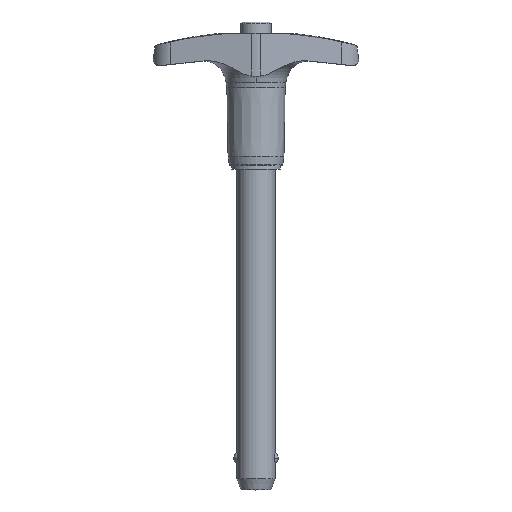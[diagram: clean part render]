
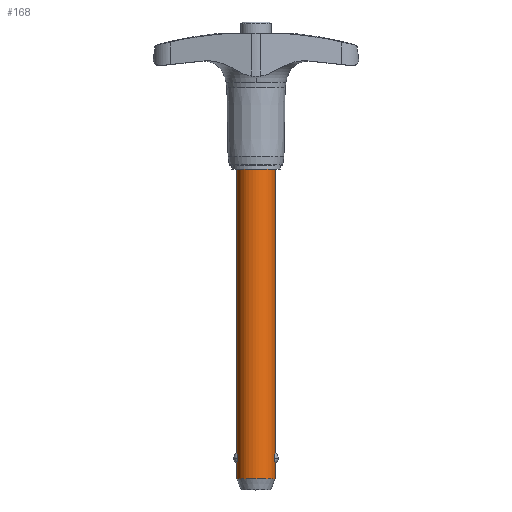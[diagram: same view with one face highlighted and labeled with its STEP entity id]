
A CAD part, top view. The second image highlights one B-rep face of the part: STEP entity #168.
In plain terms, the highlighted cylindrical face has radius 4.763 mm (diameter 9.525 mm), a partial arc.
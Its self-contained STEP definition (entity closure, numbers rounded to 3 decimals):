
#168=ADVANCED_FACE('',(#372),#373,.T.);
#372=FACE_OUTER_BOUND('',#607,.T.);
#373=CYLINDRICAL_SURFACE('',#608,4.763);
#607=EDGE_LOOP('',(#1079,#1080,#1081,#1082,#1083,#1084,#1085,#1086,#1087,#1088));
#608=AXIS2_PLACEMENT_3D('',#1089,#1090,#1091);
#1079=ORIENTED_EDGE('',*,*,#1641,.T.);
#1080=ORIENTED_EDGE('',*,*,#1642,.T.);
#1081=ORIENTED_EDGE('',*,*,#1490,.T.);
#1082=ORIENTED_EDGE('',*,*,#1643,.T.);
#1083=ORIENTED_EDGE('',*,*,#1444,.F.);
#1084=ORIENTED_EDGE('',*,*,#1644,.T.);
#1085=ORIENTED_EDGE('',*,*,#1579,.T.);
#1086=ORIENTED_EDGE('',*,*,#1457,.T.);
#1087=ORIENTED_EDGE('',*,*,#1645,.T.);
#1088=ORIENTED_EDGE('',*,*,#1618,.T.);
#1089=CARTESIAN_POINT('',(0.0,-40.196,0.0));
#1090=DIRECTION('',(-0.0,1.0,0.0));
#1091=DIRECTION('',(1.0,0.0,0.0));
#1444=EDGE_CURVE('',#1728,#1727,#1730,.T.);
#1457=EDGE_CURVE('',#1749,#1752,#1754,.T.);
#1490=EDGE_CURVE('',#1811,#1813,#1815,.T.);
#1579=EDGE_CURVE('',#1954,#1749,#1955,.T.);
#1618=EDGE_CURVE('',#2017,#2015,#2018,.T.);
#1641=EDGE_CURVE('',#2015,#2049,#2050,.T.);
#1642=EDGE_CURVE('',#2049,#1811,#2051,.T.);
#1643=EDGE_CURVE('',#1813,#1727,#2052,.T.);
#1644=EDGE_CURVE('',#1728,#1954,#2053,.T.);
#1645=EDGE_CURVE('',#1752,#2017,#2054,.T.);
#1727=VERTEX_POINT('',#2147);
#1728=VERTEX_POINT('',#2148);
#1730=CIRCLE('',#2150,4.763);
#1749=VERTEX_POINT('',#2217);
#1752=VERTEX_POINT('',#2220);
#1754=B_SPLINE_CURVE_WITH_KNOTS('',3,(#2235,#2236,#2237,#2238,#2239,#2240,#2241,#2242,#2243,#2244,#2245,#2246,#2247,#2248),.UNSPECIFIED.,.F.,.F.,(4,2,2,2,2,2,4),(0.0,0.461,0.922,1.139,1.355,1.719,2.083),.UNSPECIFIED.);
#1811=VERTEX_POINT('',#2478);
#1813=VERTEX_POINT('',#2480);
#1815=B_SPLINE_CURVE_WITH_KNOTS('',3,(#2495,#2496,#2497,#2498,#2499,#2500,#2501,#2502,#2503,#2504,#2505,#2506,#2507,#2508),.UNSPECIFIED.,.F.,.F.,(4,2,2,2,2,2,4),(4.167,4.628,5.089,5.305,5.522,5.886,6.25),.UNSPECIFIED.);
#1954=VERTEX_POINT('',#3236);
#1955=B_SPLINE_CURVE_WITH_KNOTS('',3,(#3237,#3238,#3239,#3240,#3241,#3242,#3243,#3244,#3245,#3246,#3247,#3248,#3249,#3250),.UNSPECIFIED.,.F.,.F.,(4,2,2,2,2,2,4),(6.25,6.614,6.978,7.194,7.411,7.872,8.333),.UNSPECIFIED.);
#2015=VERTEX_POINT('',#3532);
#2017=VERTEX_POINT('',#3535);
#2018=CIRCLE('',#3536,4.763);
#2049=VERTEX_POINT('',#3727);
#2050=LINE('',#3728,#3729);
#2051=B_SPLINE_CURVE_WITH_KNOTS('',3,(#3730,#3731,#3732,#3733,#3734,#3735,#3736,#3737,#3738,#3739,#3740,#3741,#3742,#3743),.UNSPECIFIED.,.F.,.F.,(4,2,2,2,2,2,4),(2.083,2.447,2.811,3.028,3.245,3.706,4.167),.UNSPECIFIED.);
#2052=LINE('',#3744,#3745);
#2053=LINE('',#3746,#3747);
#2054=LINE('',#3748,#3749);
#2147=CARTESIAN_POINT('',(4.763,0.0,0.0));
#2148=CARTESIAN_POINT('',(-4.763,0.0,0.));
#2150=AXIS2_PLACEMENT_3D('',#3909,#3910,#3911);
#2217=CARTESIAN_POINT('',(-4.543,-72.46,1.429));
#2220=CARTESIAN_POINT('',(-4.763,-73.8,0.));
#2235=CARTESIAN_POINT('',(-4.543,-72.46,1.429));
#2236=CARTESIAN_POINT('',(-4.543,-72.613,1.429));
#2237=CARTESIAN_POINT('',(-4.552,-72.777,1.4));
#2238=CARTESIAN_POINT('',(-4.587,-73.08,1.282));
#2239=CARTESIAN_POINT('',(-4.612,-73.22,1.192));
#2240=CARTESIAN_POINT('',(-4.647,-73.385,1.042));
#2241=CARTESIAN_POINT('',(-4.66,-73.439,0.985));
#2242=CARTESIAN_POINT('',(-4.684,-73.535,0.863));
#2243=CARTESIAN_POINT('',(-4.696,-73.578,0.797));
#2244=CARTESIAN_POINT('',(-4.722,-73.671,0.629));
#2245=CARTESIAN_POINT('',(-4.737,-73.72,0.507));
#2246=CARTESIAN_POINT('',(-4.757,-73.785,0.253));
#2247=CARTESIAN_POINT('',(-4.763,-73.8,0.121));
#2248=CARTESIAN_POINT('',(-4.763,-73.8,0.));
#2478=CARTESIAN_POINT('',(4.543,-72.46,1.429));
#2480=CARTESIAN_POINT('',(4.763,-71.12,0.));
#2495=CARTESIAN_POINT('',(4.543,-72.46,1.429));
#2496=CARTESIAN_POINT('',(4.543,-72.306,1.429));
#2497=CARTESIAN_POINT('',(4.552,-72.142,1.4));
#2498=CARTESIAN_POINT('',(4.587,-71.839,1.282));
#2499=CARTESIAN_POINT('',(4.612,-71.7,1.192));
#2500=CARTESIAN_POINT('',(4.647,-71.535,1.042));
#2501=CARTESIAN_POINT('',(4.66,-71.481,0.985));
#2502=CARTESIAN_POINT('',(4.684,-71.384,0.863));
#2503=CARTESIAN_POINT('',(4.696,-71.342,0.797));
#2504=CARTESIAN_POINT('',(4.722,-71.249,0.629));
#2505=CARTESIAN_POINT('',(4.737,-71.199,0.507));
#2506=CARTESIAN_POINT('',(4.757,-71.135,0.253));
#2507=CARTESIAN_POINT('',(4.763,-71.12,0.121));
#2508=CARTESIAN_POINT('',(4.763,-71.12,0.));
#3236=CARTESIAN_POINT('',(-4.763,-71.12,0.));
#3237=CARTESIAN_POINT('',(-4.763,-71.12,0.));
#3238=CARTESIAN_POINT('',(-4.763,-71.12,0.121));
#3239=CARTESIAN_POINT('',(-4.757,-71.135,0.253));
#3240=CARTESIAN_POINT('',(-4.737,-71.199,0.507));
#3241=CARTESIAN_POINT('',(-4.722,-71.249,0.629));
#3242=CARTESIAN_POINT('',(-4.696,-71.342,0.797));
#3243=CARTESIAN_POINT('',(-4.684,-71.384,0.863));
#3244=CARTESIAN_POINT('',(-4.66,-71.481,0.985));
#3245=CARTESIAN_POINT('',(-4.647,-71.535,1.042));
#3246=CARTESIAN_POINT('',(-4.612,-71.7,1.192));
#3247=CARTESIAN_POINT('',(-4.587,-71.839,1.282));
#3248=CARTESIAN_POINT('',(-4.552,-72.142,1.4));
#3249=CARTESIAN_POINT('',(-4.543,-72.306,1.429));
#3250=CARTESIAN_POINT('',(-4.543,-72.46,1.429));
#3532=CARTESIAN_POINT('',(4.763,-77.61,0.0));
#3535=CARTESIAN_POINT('',(-4.763,-77.61,0.));
#3536=AXIS2_PLACEMENT_3D('',#4091,#4092,#4093);
#3727=CARTESIAN_POINT('',(4.763,-73.8,0.));
#3728=CARTESIAN_POINT('',(4.763,-40.196,0.));
#3729=VECTOR('',#4111,1.0);
#3730=CARTESIAN_POINT('',(4.763,-73.8,0.));
#3731=CARTESIAN_POINT('',(4.763,-73.8,0.121));
#3732=CARTESIAN_POINT('',(4.757,-73.785,0.253));
#3733=CARTESIAN_POINT('',(4.737,-73.72,0.507));
#3734=CARTESIAN_POINT('',(4.722,-73.671,0.629));
#3735=CARTESIAN_POINT('',(4.696,-73.578,0.797));
#3736=CARTESIAN_POINT('',(4.684,-73.535,0.863));
#3737=CARTESIAN_POINT('',(4.66,-73.439,0.985));
#3738=CARTESIAN_POINT('',(4.647,-73.385,1.042));
#3739=CARTESIAN_POINT('',(4.612,-73.22,1.192));
#3740=CARTESIAN_POINT('',(4.587,-73.08,1.282));
#3741=CARTESIAN_POINT('',(4.552,-72.777,1.4));
#3742=CARTESIAN_POINT('',(4.543,-72.613,1.429));
#3743=CARTESIAN_POINT('',(4.543,-72.46,1.429));
#3744=CARTESIAN_POINT('',(4.763,-40.196,0.));
#3745=VECTOR('',#4112,1.0);
#3746=CARTESIAN_POINT('',(-4.763,-40.196,0.));
#3747=VECTOR('',#4113,1.0);
#3748=CARTESIAN_POINT('',(-4.763,-40.196,0.));
#3749=VECTOR('',#4114,1.0);
#3909=CARTESIAN_POINT('',(0.0,0.0,0.0));
#3910=DIRECTION('',(-0.0,1.0,0.0));
#3911=DIRECTION('',(1.0,0.0,0.0));
#4091=CARTESIAN_POINT('',(0.0,-77.61,0.0));
#4092=DIRECTION('',(0.,1.0,0.0));
#4093=DIRECTION('',(1.0,0.,0.0));
#4111=DIRECTION('',(0.0,1.0,0.0));
#4112=DIRECTION('',(0.0,1.0,0.0));
#4113=DIRECTION('',(-0.0,-1.0,-0.0));
#4114=DIRECTION('',(-0.0,-1.0,-0.0));
